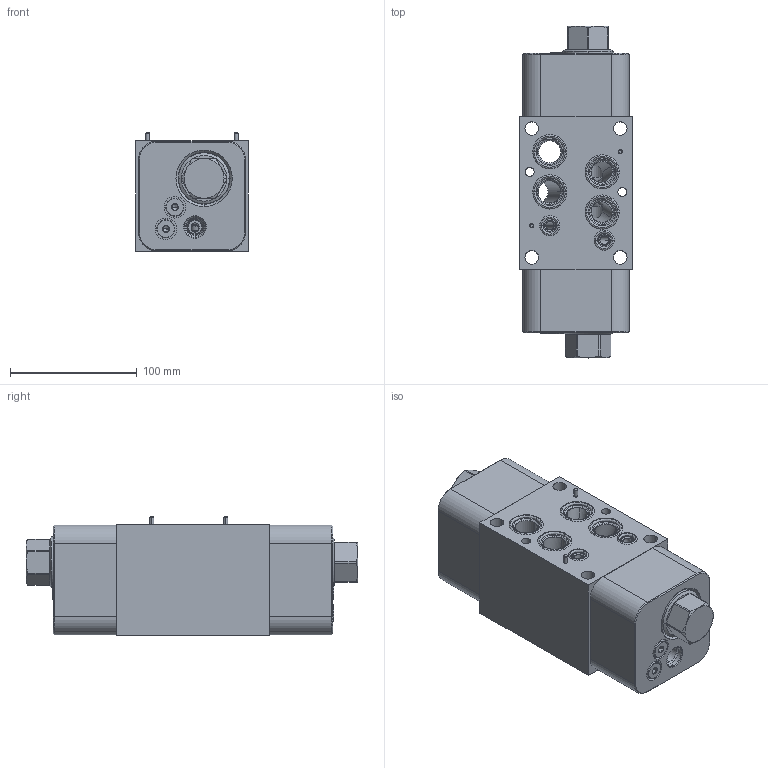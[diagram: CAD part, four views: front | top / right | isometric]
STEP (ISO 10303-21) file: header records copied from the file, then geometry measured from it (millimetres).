
FILE_DESCRIPTION((''),'2;1');
FILE_NAME('U4B_ASM','2019-09-03T',('ProEService'),(''),'PRO/ENGINEER BY PARAMETRIC TECHNOLOGY CORPORATION, 2014200','PRO/ENGINEER BY PARAMETRIC TECHNOLOGY CORPORATION, 2014200','');
FILE_SCHEMA(('CONFIG_CONTROL_DESIGN'));
Length unit declared in the file: inch
Products named in the file (7): 171-832; A330-006-004; DKHSXHN; 811-001-006; 500-001-111; 500-001-118; U4B_ASM
Assembly tree (14 placements, depth 2):
  U4B_ASM
    171-832
    A330-006-004  x3
    DKHSXHN  x2
    811-001-006  x2
    500-001-111  x2
    500-001-118  x4
Bounding box: 88.9 x 261.95 x 93.85 mm (x, y, z)
Volume: 1495933 mm3; surface area: 219960.7 mm2
Topology: 24 solids, 24 shells, 960 faces, 2648 edges, 1957 vertices
Faces by surface type: cylinder 372, cone 215, plane 200, torus 98, revolution 64, sphere 11
Entity records: 25196 total; most frequent: CARTESIAN_POINT 8800, DIRECTION 3509, ORIENTED_EDGE 2924, EDGE_CURVE 1462, AXIS2_PLACEMENT_3D 1310, VERTEX_POINT 889, VECTOR 861, LINE 861
